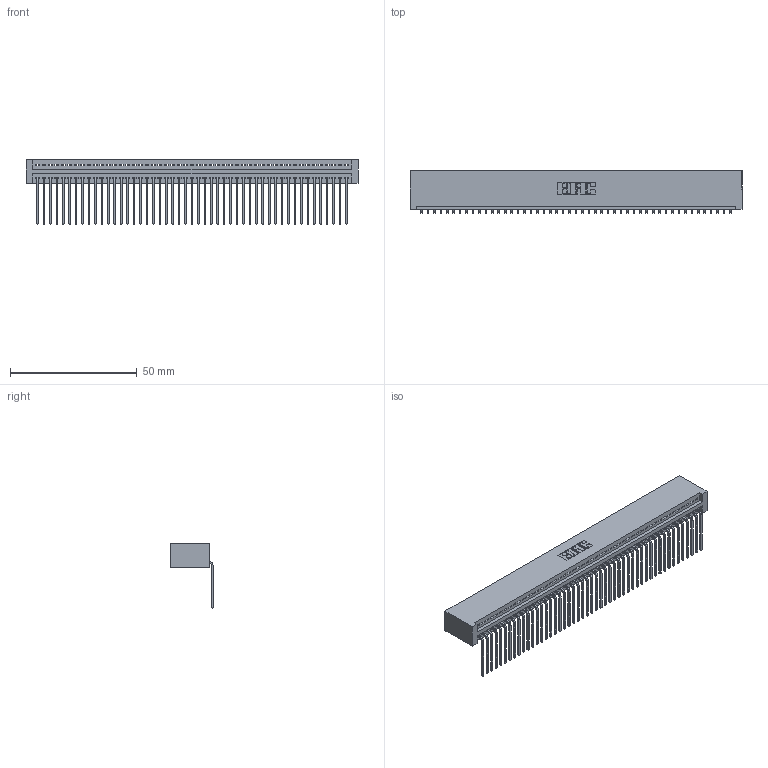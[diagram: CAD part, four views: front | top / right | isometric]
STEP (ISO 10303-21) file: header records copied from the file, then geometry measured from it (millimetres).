
FILE_DESCRIPTION (( 'STEP AP203' ), '1' );
FILE_NAME ('345-049-559-101.STEP', '2018-09-14T01:19:25', ( '' ), ( '' ), 'SwSTEP 2.0', 'SolidWorks 2016', '' );
FILE_SCHEMA (( 'CONFIG_CONTROL_DESIGN' ));
Length unit declared in the file: inch
Products named in the file (3): 345 Part_No Mounting Lugs; 345-292-001_558 559 Tail - 1; 345-049-559-101
Assembly tree (50 placements, depth 2):
  345-049-559-101
    345 Part_No Mounting Lugs
    345-292-001_558 559 Tail - 1  x49
Bounding box: 131.06 x 16.75 x 25.53 mm (x, y, z)
Volume: 13253.6 mm3; surface area: 18857.4 mm2
Topology: 50 solids, 50 shells, 3058 faces, 9235 edges, 6090 vertices
Faces by surface type: plane 2134, cylinder 924
Entity records: 35743 total; most frequent: CARTESIAN_POINT 6199, ORIENTED_EDGE 6182, DIRECTION 5397, EDGE_CURVE 3091, VECTOR 2771, LINE 2771, VERTEX_POINT 2058, AXIS2_PLACEMENT_3D 1313
